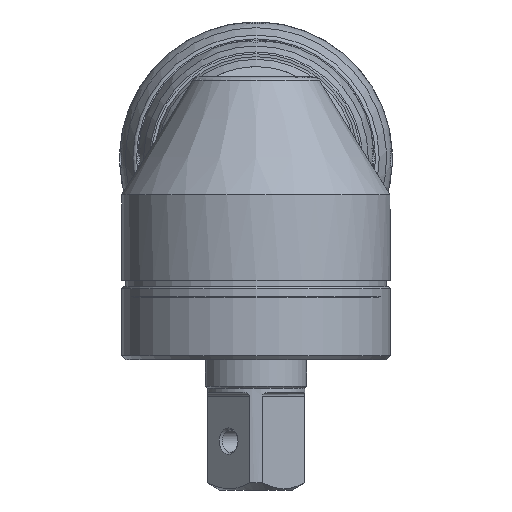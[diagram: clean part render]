
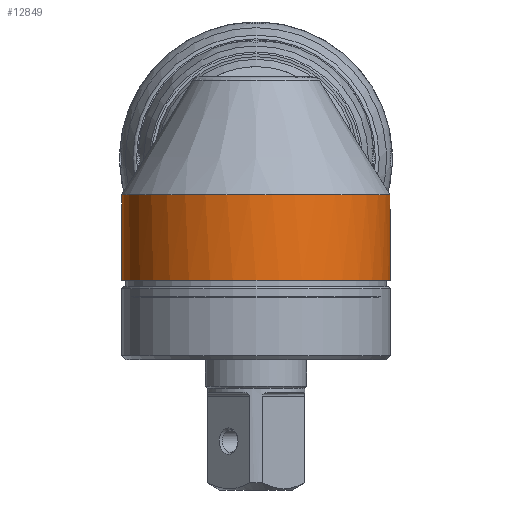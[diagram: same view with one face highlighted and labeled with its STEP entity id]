
A CAD part, front view. The second image highlights one B-rep face of the part: STEP entity #12849.
In plain terms, the highlighted cylindrical face has radius 33 mm (diameter 66 mm), a full revolution.
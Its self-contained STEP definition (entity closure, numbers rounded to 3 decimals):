
#579=FACE_BOUND('',#3469,.T.);
#2299=CYLINDRICAL_SURFACE('',#13793,33.);
#2610=FACE_OUTER_BOUND('',#3468,.T.);
#3468=EDGE_LOOP('',(#8650,#8651,#8652,#8653));
#3469=EDGE_LOOP('',(#8654));
#4479=CIRCLE('',#13640,33.);
#4569=CIRCLE('',#13792,33.);
#5323=B_SPLINE_CURVE_WITH_KNOTS('',3,(#19696,#19697,#19698,#19699,#19700,
#19701,#19702,#19703),.UNSPECIFIED.,.F.,.F.,(4,2,2,4),(0.,0.126,
0.224,0.318),.UNSPECIFIED.);
#5345=B_SPLINE_CURVE_WITH_KNOTS('',3,(#20336,#20337,#20338,#20339,#20340,
#20341,#20342,#20343,#20344,#20345,#20346,#20347,#20348,#20349,#20350,#20351,
#20352,#20353,#20354,#20355,#20356,#20357,#20358,#20359,#20360,#20361,#20362,
#20363,#20364,#20365,#20366,#20367,#20368,#20369,#20370,#20371,#20372,#20373,
#20374,#20375,#20376,#20377,#20378),.UNSPECIFIED.,.F.,.F.,(4,3,3,3,3,3,
3,3,3,3,3,3,3,3,4),(-20.093,-19.477,-19.295,
-18.392,-18.254,-17.503,-17.212,-16.692,
-16.171,-15.973,-15.263,-15.13,
-14.12,-14.089,-13.291),.UNSPECIFIED.);
#5348=B_SPLINE_CURVE_WITH_KNOTS('',3,(#20518,#20519,#20520,#20521,#20522,
#20523,#20524,#20525,#20526,#20527),.UNSPECIFIED.,.F.,.F.,(4,2,2,2,4),(0.479,
0.485,0.619,0.742,0.889),
 .UNSPECIFIED.);
#5446=VERTEX_POINT('',#19598);
#5448=VERTEX_POINT('',#19612);
#5451=VERTEX_POINT('',#19695);
#5586=VERTEX_POINT('',#20322);
#5593=VERTEX_POINT('',#20624);
#6643=EDGE_CURVE('',#5448,#5446,#4479,.T.);
#6646=EDGE_CURVE('',#5446,#5451,#5323,.T.);
#6803=EDGE_CURVE('',#5451,#5586,#5345,.T.);
#6807=EDGE_CURVE('',#5586,#5448,#5348,.T.);
#6816=EDGE_CURVE('',#5593,#5593,#4569,.T.);
#8650=ORIENTED_EDGE('',*,*,#6803,.F.);
#8651=ORIENTED_EDGE('',*,*,#6646,.F.);
#8652=ORIENTED_EDGE('',*,*,#6643,.F.);
#8653=ORIENTED_EDGE('',*,*,#6807,.F.);
#8654=ORIENTED_EDGE('',*,*,#6816,.T.);
#12849=ADVANCED_FACE('',(#2610,#579),#2299,.T.);
#13640=AXIS2_PLACEMENT_3D('',#19625,#15403,#15404);
#13792=AXIS2_PLACEMENT_3D('',#20625,#15749,#15750);
#13793=AXIS2_PLACEMENT_3D('',#20626,#15751,#15752);
#15403=DIRECTION('center_axis',(0.,0.,1.));
#15404=DIRECTION('ref_axis',(1.,0.,0.));
#15749=DIRECTION('center_axis',(0.,0.,1.));
#15750=DIRECTION('ref_axis',(1.,0.,0.));
#15751=DIRECTION('center_axis',(0.,0.,1.));
#15752=DIRECTION('ref_axis',(-1.,0.,0.));
#19598=CARTESIAN_POINT('',(24.163,22.475,-9.));
#19612=CARTESIAN_POINT('',(-24.163,22.475,-9.));
#19625=CARTESIAN_POINT('Origin',(0.,0.,
-9.));
#19695=CARTESIAN_POINT('',(22.339,24.289,-7.507));
#19696=CARTESIAN_POINT('Ctrl Pts',(24.163,22.475,-9.));
#19697=CARTESIAN_POINT('Ctrl Pts',(23.876,22.784,-9.));
#19698=CARTESIAN_POINT('Ctrl Pts',(23.583,23.087,-8.939));
#19699=CARTESIAN_POINT('Ctrl Pts',(23.092,23.577,-8.662));
#19700=CARTESIAN_POINT('Ctrl Pts',(22.897,23.765,-8.49));
#19701=CARTESIAN_POINT('Ctrl Pts',(22.567,24.079,-8.043));
#19702=CARTESIAN_POINT('Ctrl Pts',(22.438,24.198,-7.788));
#19703=CARTESIAN_POINT('Ctrl Pts',(22.339,24.289,-7.507));
#20322=CARTESIAN_POINT('',(-22.339,24.289,-7.507));
#20336=CARTESIAN_POINT('Ctrl Pts',(22.339,24.289,-7.507));
#20337=CARTESIAN_POINT('Ctrl Pts',(21.805,24.78,-9.399));
#20338=CARTESIAN_POINT('Ctrl Pts',(21.08,25.413,-11.179));
#20339=CARTESIAN_POINT('Ctrl Pts',(20.199,26.096,-12.83));
#20340=CARTESIAN_POINT('Ctrl Pts',(19.937,26.299,-13.32));
#20341=CARTESIAN_POINT('Ctrl Pts',(19.661,26.506,-13.8));
#20342=CARTESIAN_POINT('Ctrl Pts',(19.371,26.716,-14.268));
#20343=CARTESIAN_POINT('Ctrl Pts',(17.942,27.753,-16.58));
#20344=CARTESIAN_POINT('Ctrl Pts',(16.184,28.849,-18.613));
#20345=CARTESIAN_POINT('Ctrl Pts',(14.129,29.822,-20.311));
#20346=CARTESIAN_POINT('Ctrl Pts',(13.813,29.972,-20.572));
#20347=CARTESIAN_POINT('Ctrl Pts',(13.49,30.118,-20.825));
#20348=CARTESIAN_POINT('Ctrl Pts',(13.161,30.261,-21.069));
#20349=CARTESIAN_POINT('Ctrl Pts',(11.376,31.037,-22.393));
#20350=CARTESIAN_POINT('Ctrl Pts',(9.392,31.71,-23.476));
#20351=CARTESIAN_POINT('Ctrl Pts',(7.261,32.193,-24.237));
#20352=CARTESIAN_POINT('Ctrl Pts',(6.435,32.381,-24.532));
#20353=CARTESIAN_POINT('Ctrl Pts',(5.588,32.539,-24.78));
#20354=CARTESIAN_POINT('Ctrl Pts',(4.725,32.663,-24.973));
#20355=CARTESIAN_POINT('Ctrl Pts',(3.183,32.884,-25.32));
#20356=CARTESIAN_POINT('Ctrl Pts',(1.59,32.994,-25.494));
#20357=CARTESIAN_POINT('Ctrl Pts',(0.,32.994,
-25.494));
#20358=CARTESIAN_POINT('Ctrl Pts',(-1.59,32.995,-25.495));
#20359=CARTESIAN_POINT('Ctrl Pts',(-3.183,32.885,-25.319));
#20360=CARTESIAN_POINT('Ctrl Pts',(-4.726,32.664,-24.973));
#20361=CARTESIAN_POINT('Ctrl Pts',(-5.313,32.58,-24.842));
#20362=CARTESIAN_POINT('Ctrl Pts',(-5.892,32.48,-24.685));
#20363=CARTESIAN_POINT('Ctrl Pts',(-6.463,32.366,-24.506));
#20364=CARTESIAN_POINT('Ctrl Pts',(-8.511,31.955,-23.864));
#20365=CARTESIAN_POINT('Ctrl Pts',(-10.438,31.361,-22.923));
#20366=CARTESIAN_POINT('Ctrl Pts',(-12.192,30.664,-21.754));
#20367=CARTESIAN_POINT('Ctrl Pts',(-12.521,30.534,-21.535));
#20368=CARTESIAN_POINT('Ctrl Pts',(-12.844,30.4,-21.308));
#20369=CARTESIAN_POINT('Ctrl Pts',(-13.16,30.262,-21.073));
#20370=CARTESIAN_POINT('Ctrl Pts',(-15.561,29.219,-19.293));
#20371=CARTESIAN_POINT('Ctrl Pts',(-17.596,27.989,-17.072));
#20372=CARTESIAN_POINT('Ctrl Pts',(-19.219,26.826,-14.509));
#20373=CARTESIAN_POINT('Ctrl Pts',(-19.27,26.79,-14.429));
#20374=CARTESIAN_POINT('Ctrl Pts',(-19.32,26.754,-14.349));
#20375=CARTESIAN_POINT('Ctrl Pts',(-19.37,26.718,-14.268));
#20376=CARTESIAN_POINT('Ctrl Pts',(-20.634,25.801,-12.224));
#20377=CARTESIAN_POINT('Ctrl Pts',(-21.646,24.926,-9.962));
#20378=CARTESIAN_POINT('Ctrl Pts',(-22.339,24.289,-7.507));
#20518=CARTESIAN_POINT('Ctrl Pts',(-22.339,24.289,-7.507));
#20519=CARTESIAN_POINT('Ctrl Pts',(-22.344,24.284,-7.522));
#20520=CARTESIAN_POINT('Ctrl Pts',(-22.35,24.28,-7.536));
#20521=CARTESIAN_POINT('Ctrl Pts',(-22.468,24.17,-7.859));
#20522=CARTESIAN_POINT('Ctrl Pts',(-22.617,24.032,-8.133));
#20523=CARTESIAN_POINT('Ctrl Pts',(-22.978,23.687,-8.568));
#20524=CARTESIAN_POINT('Ctrl Pts',(-23.175,23.495,-8.721));
#20525=CARTESIAN_POINT('Ctrl Pts',(-23.64,23.028,-8.95));
#20526=CARTESIAN_POINT('Ctrl Pts',(-23.905,22.753,-9.));
#20527=CARTESIAN_POINT('Ctrl Pts',(-24.163,22.475,-9.));
#20624=CARTESIAN_POINT('',(-33.,0.,-30.));
#20625=CARTESIAN_POINT('Origin',(0.,0.,
-30.));
#20626=CARTESIAN_POINT('Origin',(0.,0.,
-19.5));
